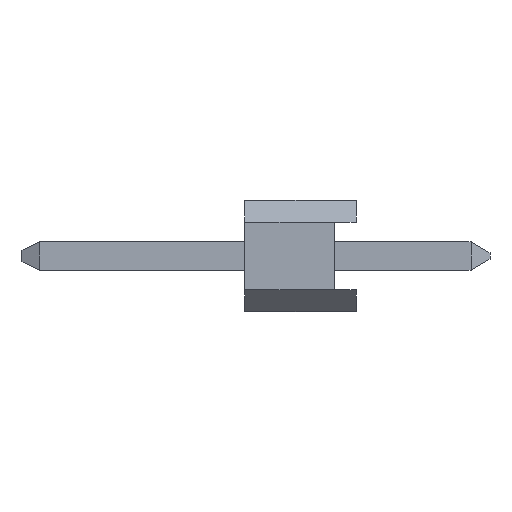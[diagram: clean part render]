
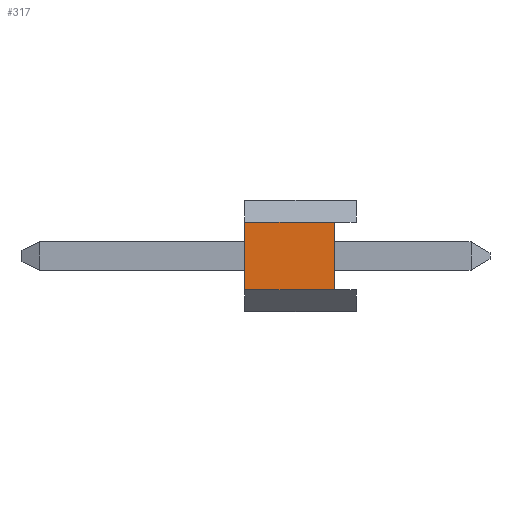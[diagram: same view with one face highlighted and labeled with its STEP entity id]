
A CAD part, left-side view. The second image highlights one B-rep face of the part: STEP entity #317.
In plain terms, the highlighted planar face has unit normal (-1, 0, 0).
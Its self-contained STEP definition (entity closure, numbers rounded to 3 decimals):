
#40 = AXIS2_PLACEMENT_3D ( 'NONE', #982, #582, #106 ) ;
#43 = ORIENTED_EDGE ( 'NONE', *, *, #789, .T. ) ;
#46 = DIRECTION ( 'NONE',  ( 0., 0., 1. ) ) ;
#53 = CARTESIAN_POINT ( 'NONE',  ( -1.27, 2.54, 0.665 ) ) ;
#67 = FACE_OUTER_BOUND ( 'NONE', #690, .T. ) ;
#92 = EDGE_CURVE ( 'NONE', #764, #790, #433, .T. ) ;
#106 = DIRECTION ( 'NONE',  ( 0., 0., -1. ) ) ;
#122 = ORIENTED_EDGE ( 'NONE', *, *, #92, .F. ) ;
#134 = LINE ( 'NONE', #53, #1008 ) ;
#140 = DIRECTION ( 'NONE',  ( 0., 1., 0. ) ) ;
#159 = LINE ( 'NONE', #176, #350 ) ;
#176 = CARTESIAN_POINT ( 'NONE',  ( -1.27, 0.5, -0.875 ) ) ;
#179 = VERTEX_POINT ( 'NONE', #626 ) ;
#220 = CARTESIAN_POINT ( 'NONE',  ( -1.27, 0.5, 0.665 ) ) ;
#282 = CARTESIAN_POINT ( 'NONE',  ( -1.27, 2.54, -1.375 ) ) ;
#300 = CARTESIAN_POINT ( 'NONE',  ( -1.27, 2.54, -0.875 ) ) ;
#317 = ADVANCED_FACE ( 'NONE', ( #67 ), #735, .F. ) ;
#350 = VECTOR ( 'NONE', #812, 1000. ) ;
#400 = DIRECTION ( 'NONE',  ( 0., -1., 0. ) ) ;
#433 = LINE ( 'NONE', #282, #826 ) ;
#435 = EDGE_CURVE ( 'NONE', #764, #179, #559, .T. ) ;
#474 = ORIENTED_EDGE ( 'NONE', *, *, #435, .T. ) ;
#559 = LINE ( 'NONE', #300, #750 ) ;
#568 = VERTEX_POINT ( 'NONE', #220 ) ;
#578 = CARTESIAN_POINT ( 'NONE',  ( -1.27, 2.54, 0.665 ) ) ;
#582 = DIRECTION ( 'NONE',  ( 1., 0., 0. ) ) ;
#626 = CARTESIAN_POINT ( 'NONE',  ( -1.27, 0.5, -0.875 ) ) ;
#690 = EDGE_LOOP ( 'NONE', ( #474, #941, #43, #122 ) ) ;
#732 = CARTESIAN_POINT ( 'NONE',  ( -1.27, 2.54, -0.875 ) ) ;
#735 = PLANE ( 'NONE',  #40 ) ;
#746 = EDGE_CURVE ( 'NONE', #179, #568, #159, .T. ) ;
#750 = VECTOR ( 'NONE', #400, 1000. ) ;
#764 = VERTEX_POINT ( 'NONE', #732 ) ;
#789 = EDGE_CURVE ( 'NONE', #568, #790, #134, .T. ) ;
#790 = VERTEX_POINT ( 'NONE', #578 ) ;
#812 = DIRECTION ( 'NONE',  ( 0., 0., 1. ) ) ;
#826 = VECTOR ( 'NONE', #46, 1000. ) ;
#941 = ORIENTED_EDGE ( 'NONE', *, *, #746, .T. ) ;
#982 = CARTESIAN_POINT ( 'NONE',  ( -1.27, 2.54, -1.375 ) ) ;
#1008 = VECTOR ( 'NONE', #140, 1000. ) ;
